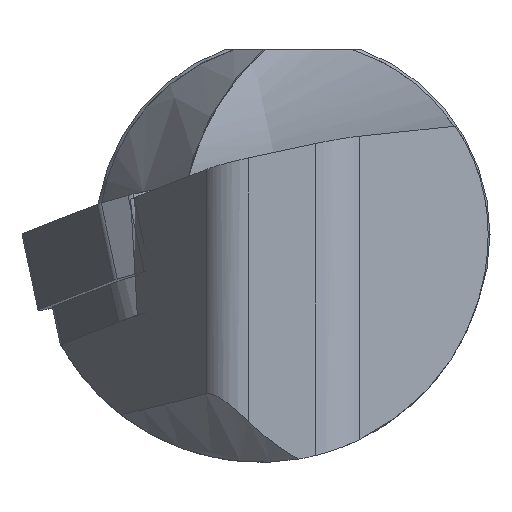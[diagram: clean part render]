
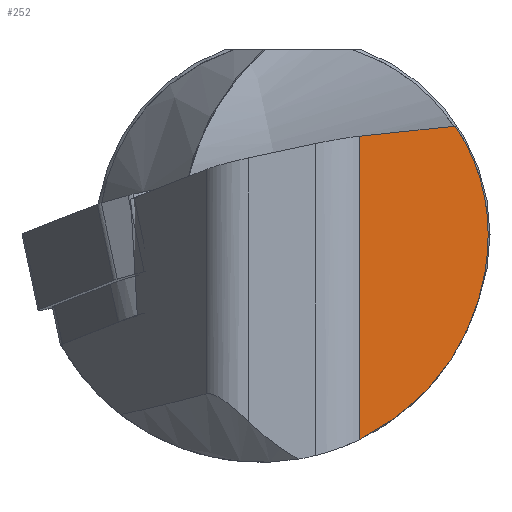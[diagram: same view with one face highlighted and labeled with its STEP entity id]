
A CAD part, left-side view. The second image highlights one B-rep face of the part: STEP entity #252.
In plain terms, the highlighted planar face has unit normal (-0.707, -0.707, 0).
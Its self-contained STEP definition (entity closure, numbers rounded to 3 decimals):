
#252=ADVANCED_FACE('',(#335),#291,.F.);
#291=PLANE('',#1240);
#335=FACE_OUTER_BOUND('',#395,.T.);
#395=EDGE_LOOP('',(#650,#651,#652,#653));
#426=ELLIPSE('',#1187,22.415,15.85);
#427=ELLIPSE('',#1191,26.163,18.5);
#472=B_SPLINE_CURVE_WITH_KNOTS('',3,(#2017,#2018,#2019,#2020),
 .UNSPECIFIED.,.F.,.F.,(4,4),(0.,1.),.UNSPECIFIED.);
#650=ORIENTED_EDGE('',*,*,#987,.T.);
#651=ORIENTED_EDGE('',*,*,#994,.F.);
#652=ORIENTED_EDGE('',*,*,#919,.T.);
#653=ORIENTED_EDGE('',*,*,#914,.T.);
#808=VERTEX_POINT('',#1648);
#809=VERTEX_POINT('',#1650);
#813=VERTEX_POINT('',#1663);
#857=VERTEX_POINT('',#2016);
#914=EDGE_CURVE('',#809,#808,#426,.T.);
#919=EDGE_CURVE('',#813,#809,#427,.T.);
#987=EDGE_CURVE('',#808,#857,#472,.T.);
#994=EDGE_CURVE('',#813,#857,#1078,.T.);
#1078=LINE('',#2287,#1142);
#1142=VECTOR('',#1446,1.);
#1187=AXIS2_PLACEMENT_3D('',#1649,#1323,#1324);
#1191=AXIS2_PLACEMENT_3D('',#1662,#1332,#1333);
#1240=AXIS2_PLACEMENT_3D('',#2288,#1447,#1448);
#1323=DIRECTION('',(-0.707,-0.707,0.));
#1324=DIRECTION('',(-0.707,0.707,0.));
#1332=DIRECTION('',(-0.707,-0.707,0.));
#1333=DIRECTION('',(-0.707,0.707,0.));
#1446=DIRECTION('',(0.,0.,1.));
#1447=DIRECTION('',(0.707,0.707,0.));
#1448=DIRECTION('',(0.707,-0.707,0.));
#1648=CARTESIAN_POINT('',(-144.234,-18.29,8.794));
#1649=CARTESIAN_POINT('',(-157.421,-5.103,0.));
#1650=CARTESIAN_POINT('',(-141.571,-20.953,0.));
#1662=CARTESIAN_POINT('',(-160.071,-2.453,0.));
#1663=CARTESIAN_POINT('',(-152.024,-10.5,-16.659));
#2016=CARTESIAN_POINT('',(-152.024,-10.5,7.974));
#2017=CARTESIAN_POINT('',(-144.234,-18.29,8.794));
#2018=CARTESIAN_POINT('',(-146.831,-15.693,8.521));
#2019=CARTESIAN_POINT('',(-149.427,-13.097,8.248));
#2020=CARTESIAN_POINT('',(-152.024,-10.5,7.974));
#2287=CARTESIAN_POINT('',(-152.024,-10.5,422.282));
#2288=CARTESIAN_POINT('',(-152.024,-10.5,422.282));
